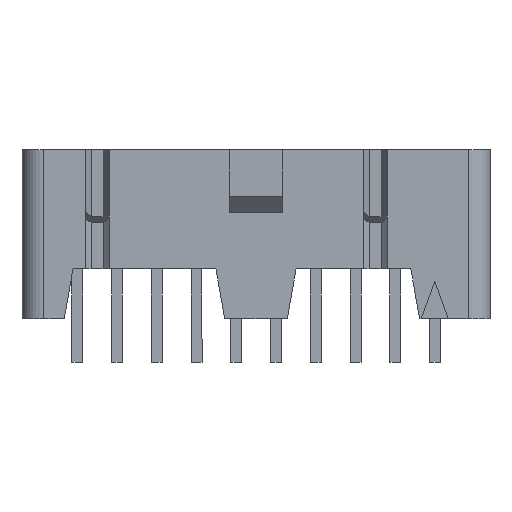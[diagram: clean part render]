
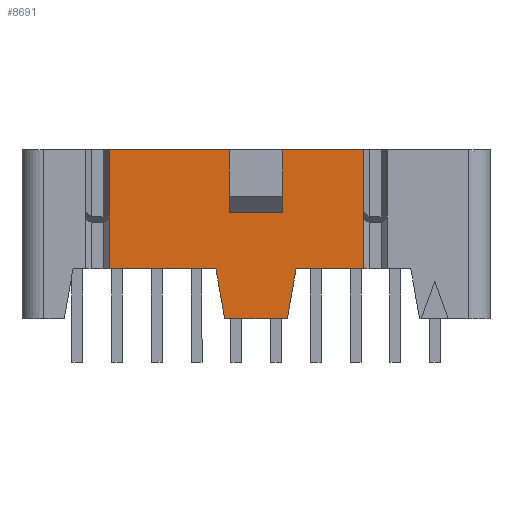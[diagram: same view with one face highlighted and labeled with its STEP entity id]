
A CAD part, front view. The second image highlights one B-rep face of the part: STEP entity #8691.
In plain terms, the highlighted planar face has unit normal (0, -1, 0).
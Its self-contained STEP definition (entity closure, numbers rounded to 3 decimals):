
#3247=CARTESIAN_POINT('',(6.85,-3.025,3.18));
#3248=VERTEX_POINT('',#3247);
#3255=CARTESIAN_POINT('',(2.561,-3.025,3.18));
#3256=VERTEX_POINT('',#3255);
#3257=CARTESIAN_POINT('',(2.561,-3.025,3.18));
#3258=DIRECTION('',(1.0,0.0,0.0));
#3259=VECTOR('',#3258,4.289);
#3260=LINE('',#3257,#3259);
#3261=EDGE_CURVE('',#3256,#3248,#3260,.T.);
#3279=CARTESIAN_POINT('',(-2.561,-3.025,3.18));
#3280=VERTEX_POINT('',#3279);
#3287=CARTESIAN_POINT('',(-9.39,-3.025,3.18));
#3288=VERTEX_POINT('',#3287);
#3289=CARTESIAN_POINT('',(-9.39,-3.025,3.18));
#3290=DIRECTION('',(1.0,0.0,0.0));
#3291=VECTOR('',#3290,6.829);
#3292=LINE('',#3289,#3291);
#3293=EDGE_CURVE('',#3288,#3280,#3292,.T.);
#8103=CARTESIAN_POINT('',(1.7,-3.025,10.8));
#8104=VERTEX_POINT('',#8103);
#8105=CARTESIAN_POINT('',(6.85,-3.025,10.8));
#8106=VERTEX_POINT('',#8105);
#8107=CARTESIAN_POINT('',(1.7,-3.025,10.8));
#8108=DIRECTION('',(1.0,0.0,0.0));
#8109=VECTOR('',#8108,5.15);
#8110=LINE('',#8107,#8109);
#8111=EDGE_CURVE('',#8104,#8106,#8110,.T.);
#8293=CARTESIAN_POINT('',(-9.39,-3.025,10.8));
#8294=VERTEX_POINT('',#8293);
#8301=CARTESIAN_POINT('',(-1.7,-3.025,10.8));
#8302=VERTEX_POINT('',#8301);
#8303=CARTESIAN_POINT('',(-9.39,-3.025,10.8));
#8304=DIRECTION('',(1.0,0.0,0.0));
#8305=VECTOR('',#8304,7.69);
#8306=LINE('',#8303,#8305);
#8307=EDGE_CURVE('',#8294,#8302,#8306,.T.);
#8490=CARTESIAN_POINT('',(-1.7,-3.025,6.8));
#8491=VERTEX_POINT('',#8490);
#8492=CARTESIAN_POINT('',(-1.7,-3.025,6.8));
#8493=DIRECTION('',(0.0,0.0,1.0));
#8494=VECTOR('',#8493,4.);
#8495=LINE('',#8492,#8494);
#8496=EDGE_CURVE('',#8491,#8302,#8495,.T.);
#8515=CARTESIAN_POINT('',(1.7,-3.025,6.8));
#8516=VERTEX_POINT('',#8515);
#8517=CARTESIAN_POINT('',(1.7,-3.025,6.8));
#8518=DIRECTION('',(-1.0,0.0,0.0));
#8519=VECTOR('',#8518,3.4);
#8520=LINE('',#8517,#8519);
#8521=EDGE_CURVE('',#8516,#8491,#8520,.T.);
#8538=CARTESIAN_POINT('',(1.7,-3.025,6.8));
#8539=DIRECTION('',(0.0,0.0,1.0));
#8540=VECTOR('',#8539,4.);
#8541=LINE('',#8538,#8540);
#8542=EDGE_CURVE('',#8516,#8104,#8541,.T.);
#8627=CARTESIAN_POINT('',(-10.202,-3.025,11.34));
#8628=DIRECTION('',(0.0,-1.0,0.0));
#8629=DIRECTION('',(0.0,0.0,-1.0));
#8630=AXIS2_PLACEMENT_3D('',#8627,#8628,#8629);
#8631=PLANE('',#8630);
#8632=ORIENTED_EDGE('',*,*,#3293,.T.);
#8633=CARTESIAN_POINT('',(-2.0,-3.025,0.0));
#8634=VERTEX_POINT('',#8633);
#8635=CARTESIAN_POINT('',(-2.,-3.025,0.));
#8636=DIRECTION('',(-0.174,0.0,0.985));
#8637=VECTOR('',#8636,3.229);
#8638=LINE('',#8635,#8637);
#8639=EDGE_CURVE('',#8634,#3280,#8638,.T.);
#8640=ORIENTED_EDGE('',*,*,#8639,.F.);
#8641=CARTESIAN_POINT('',(2.0,-3.025,0.0));
#8642=VERTEX_POINT('',#8641);
#8643=CARTESIAN_POINT('',(-2.0,-3.025,0.0));
#8644=DIRECTION('',(1.0,0.0,0.0));
#8645=VECTOR('',#8644,4.0);
#8646=LINE('',#8643,#8645);
#8647=EDGE_CURVE('',#8634,#8642,#8646,.T.);
#8648=ORIENTED_EDGE('',*,*,#8647,.T.);
#8649=CARTESIAN_POINT('',(2.561,-3.025,3.18));
#8650=DIRECTION('',(-0.174,0.0,-0.985));
#8651=VECTOR('',#8650,3.229);
#8652=LINE('',#8649,#8651);
#8653=EDGE_CURVE('',#3256,#8642,#8652,.T.);
#8654=ORIENTED_EDGE('',*,*,#8653,.F.);
#8655=ORIENTED_EDGE('',*,*,#3261,.T.);
#8656=CARTESIAN_POINT('',(6.85,-3.025,6.881));
#8657=VERTEX_POINT('',#8656);
#8658=CARTESIAN_POINT('',(6.85,-3.025,6.881));
#8659=DIRECTION('',(0.0,0.0,-1.0));
#8660=VECTOR('',#8659,3.701);
#8661=LINE('',#8658,#8660);
#8662=EDGE_CURVE('',#8657,#3248,#8661,.T.);
#8663=ORIENTED_EDGE('',*,*,#8662,.F.);
#8664=CARTESIAN_POINT('',(6.85,-3.025,10.8));
#8665=DIRECTION('',(0.0,0.0,-1.0));
#8666=VECTOR('',#8665,3.919);
#8667=LINE('',#8664,#8666);
#8668=EDGE_CURVE('',#8106,#8657,#8667,.T.);
#8669=ORIENTED_EDGE('',*,*,#8668,.F.);
#8670=ORIENTED_EDGE('',*,*,#8111,.F.);
#8671=ORIENTED_EDGE('',*,*,#8542,.F.);
#8672=ORIENTED_EDGE('',*,*,#8521,.T.);
#8673=ORIENTED_EDGE('',*,*,#8496,.T.);
#8674=ORIENTED_EDGE('',*,*,#8307,.F.);
#8675=CARTESIAN_POINT('',(-9.39,-3.025,6.881));
#8676=VERTEX_POINT('',#8675);
#8677=CARTESIAN_POINT('',(-9.39,-3.025,10.8));
#8678=DIRECTION('',(0.0,0.0,-1.0));
#8679=VECTOR('',#8678,3.919);
#8680=LINE('',#8677,#8679);
#8681=EDGE_CURVE('',#8294,#8676,#8680,.T.);
#8682=ORIENTED_EDGE('',*,*,#8681,.T.);
#8683=CARTESIAN_POINT('',(-9.39,-3.025,6.881));
#8684=DIRECTION('',(0.0,0.0,-1.0));
#8685=VECTOR('',#8684,3.701);
#8686=LINE('',#8683,#8685);
#8687=EDGE_CURVE('',#8676,#3288,#8686,.T.);
#8688=ORIENTED_EDGE('',*,*,#8687,.T.);
#8689=EDGE_LOOP('',(#8632,#8640,#8648,#8654,#8655,#8663,#8669,#8670,#8671,#8672,#8673,#8674,#8682,#8688));
#8690=FACE_OUTER_BOUND('',#8689,.T.);
#8691=ADVANCED_FACE('',(#8690),#8631,.T.);
